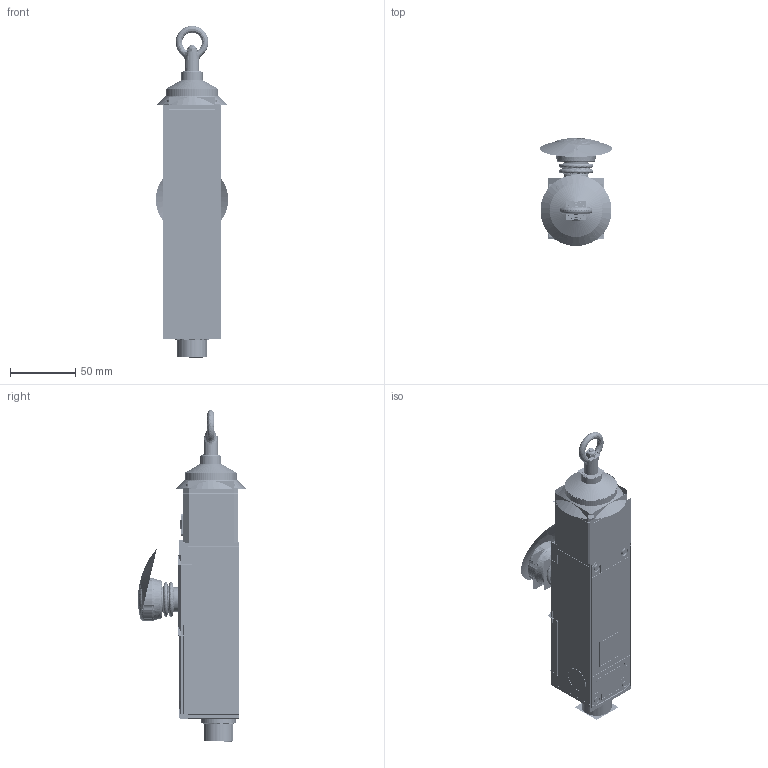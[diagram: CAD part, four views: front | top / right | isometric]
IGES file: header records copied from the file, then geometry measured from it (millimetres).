
Start section:  PTC IGES file: 192599.igs
Global section: file name: 192599.igs; native system: Creo Parametric by Parametric Technology Corporation; preprocessor: 2013230; author: pdmadmin; organization: Unknown; date: 20160201.115057; units: millimetre
Bounding box: 55.27 x 82.98 x 254.49 mm (x, y, z)
Volume: 181767.9 mm3; surface area: 646860 mm2
Topology: 6 solids, 9 shells, 6596 faces, 34616 edges, 43289 vertices
Faces by surface type: bspline 3718, revolution 2870, extrusion 8
